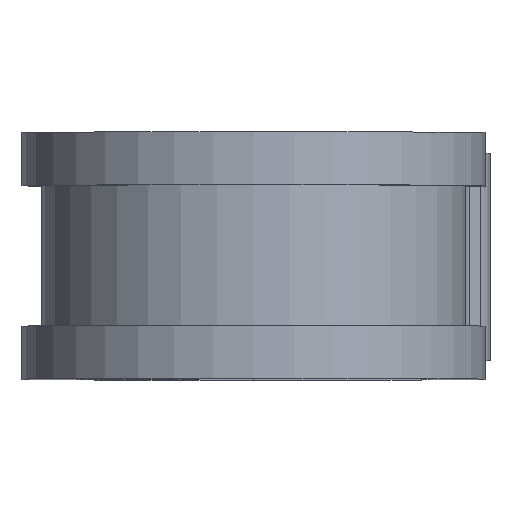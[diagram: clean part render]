
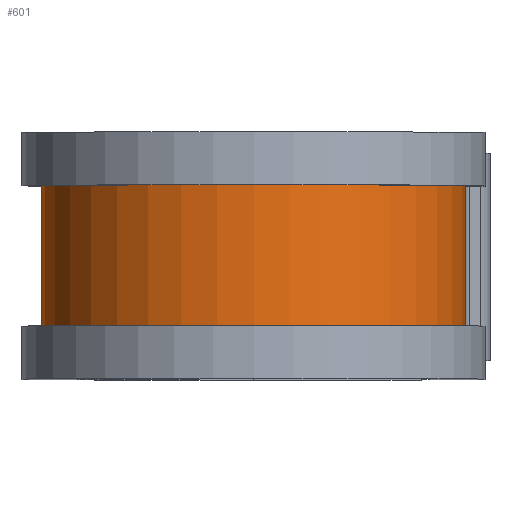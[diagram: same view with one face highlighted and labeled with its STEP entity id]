
A CAD part, top view. The second image highlights one B-rep face of the part: STEP entity #601.
In plain terms, the highlighted cylindrical face has radius 16.231 mm (diameter 32.461 mm), a partial arc.
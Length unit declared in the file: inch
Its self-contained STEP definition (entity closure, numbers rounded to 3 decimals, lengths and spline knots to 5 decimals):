
#46 = ORIENTED_EDGE ( 'NONE', *, *, #1767, .F. ) ;
#48 = VECTOR ( 'NONE', #832, 39.37008 ) ;
#58 = ORIENTED_EDGE ( 'NONE', *, *, #1615, .F. ) ;
#75 = LINE ( 'NONE', #840, #48 ) ;
#294 = VERTEX_POINT ( 'NONE', #772 ) ;
#303 = DIRECTION ( 'NONE',  ( 0., -1., 0. ) ) ;
#601 = ADVANCED_FACE ( 'NONE', ( #873 ), #845, .T. ) ;
#682 = VERTEX_POINT ( 'NONE', #1462 ) ;
#701 = EDGE_CURVE ( 'NONE', #2027, #294, #749, .T. ) ;
#733 = CARTESIAN_POINT ( 'NONE',  ( 0., -0.2125, 1.062 ) ) ;
#749 = CIRCLE ( 'NONE', #1762, 0.639 ) ;
#764 = CARTESIAN_POINT ( 'NONE',  ( 0.639, -0.2125, 1.062 ) ) ;
#772 = CARTESIAN_POINT ( 'NONE',  ( -0.639, 0.2125, 1.062 ) ) ;
#832 = DIRECTION ( 'NONE',  ( 0., -1., 0. ) ) ;
#837 = AXIS2_PLACEMENT_3D ( 'NONE', #917, #1915, #1431 ) ;
#840 = CARTESIAN_POINT ( 'NONE',  ( -0.639, 0.3125, 1.062 ) ) ;
#845 = CYLINDRICAL_SURFACE ( 'NONE', #837, 0.639 ) ;
#873 = FACE_OUTER_BOUND ( 'NONE', #1410, .T. ) ;
#900 = VERTEX_POINT ( 'NONE', #764 ) ;
#907 = DIRECTION ( 'NONE',  ( 0., 0., -1. ) ) ;
#917 = CARTESIAN_POINT ( 'NONE',  ( 0., 0.3125, 1.062 ) ) ;
#944 = DIRECTION ( 'NONE',  ( 0., -1., 0. ) ) ;
#1145 = LINE ( 'NONE', #1937, #1360 ) ;
#1209 = EDGE_CURVE ( 'NONE', #294, #682, #75, .T. ) ;
#1293 = CARTESIAN_POINT ( 'NONE',  ( 0., 0.2125, 1.062 ) ) ;
#1360 = VECTOR ( 'NONE', #944, 39.37008 ) ;
#1367 = CARTESIAN_POINT ( 'NONE',  ( 0.639, 0.2125, 1.062 ) ) ;
#1410 = EDGE_LOOP ( 'NONE', ( #46, #1519, #1543, #58 ) ) ;
#1431 = DIRECTION ( 'NONE',  ( 0., 0., -1. ) ) ;
#1432 = AXIS2_PLACEMENT_3D ( 'NONE', #733, #1906, #907 ) ;
#1462 = CARTESIAN_POINT ( 'NONE',  ( -0.639, -0.2125, 1.062 ) ) ;
#1473 = DIRECTION ( 'NONE',  ( 0., 0., -1. ) ) ;
#1492 = CIRCLE ( 'NONE', #1432, 0.639 ) ;
#1519 = ORIENTED_EDGE ( 'NONE', *, *, #701, .T. ) ;
#1543 = ORIENTED_EDGE ( 'NONE', *, *, #1209, .T. ) ;
#1615 = EDGE_CURVE ( 'NONE', #900, #682, #1492, .T. ) ;
#1762 = AXIS2_PLACEMENT_3D ( 'NONE', #1293, #303, #1473 ) ;
#1767 = EDGE_CURVE ( 'NONE', #2027, #900, #1145, .T. ) ;
#1906 = DIRECTION ( 'NONE',  ( 0., -1., 0. ) ) ;
#1915 = DIRECTION ( 'NONE',  ( 0., -1., 0. ) ) ;
#1937 = CARTESIAN_POINT ( 'NONE',  ( 0.639, 0.3125, 1.062 ) ) ;
#2027 = VERTEX_POINT ( 'NONE', #1367 ) ;
